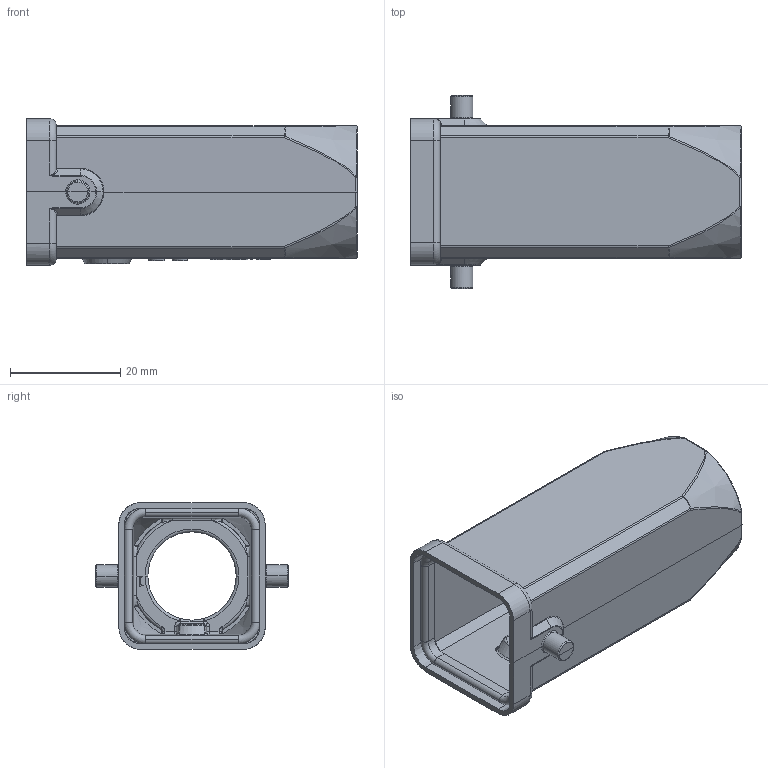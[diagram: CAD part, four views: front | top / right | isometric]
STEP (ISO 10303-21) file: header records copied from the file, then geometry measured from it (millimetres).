
FILE_DESCRIPTION((''),'2;1');
FILE_NAME('3D_1180034101102_H3A_P-TE_S-2B-','2024-01-11T',('yp.zhu'),(''),'PRO/ENGINEER BY PARAMETRIC TECHNOLOGY CORPORATION, 2012480','PRO/ENGINEER BY PARAMETRIC TECHNOLOGY CORPORATION, 2012480','');
FILE_SCHEMA(('CONFIG_CONTROL_DESIGN'));
Length unit declared in the file: millimetre
Products named in the file (1): 3D_1180034101102_H3A_P-TE_S-2B-
Bounding box: 60 x 35 x 26.6 mm (x, y, z)
Volume: 9458.1 mm3; surface area: 12078.5 mm2
Topology: 1 solids, 1 shells, 402 faces, 1024 edges, 616 vertices
Faces by surface type: plane 141, cylinder 91, bspline 69, torus 47, cone 26, extrusion 16, sphere 12
Entity records: 17497 total; most frequent: CARTESIAN_POINT 8509, ORIENTED_EDGE 2016, DIRECTION 1605, EDGE_CURVE 1008, VERTEX_POINT 616, AXIS2_PLACEMENT_3D 560, VECTOR 485, LINE 469
